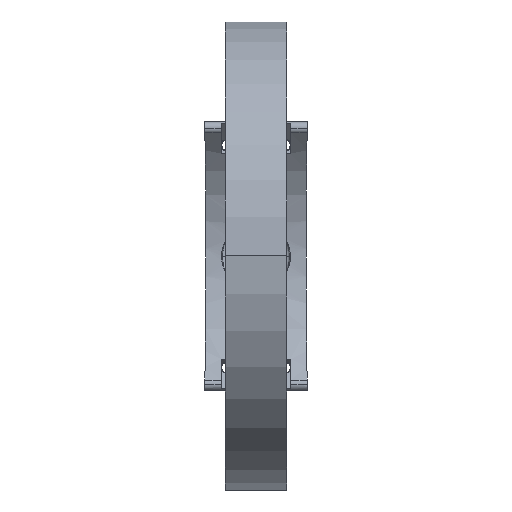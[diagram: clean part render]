
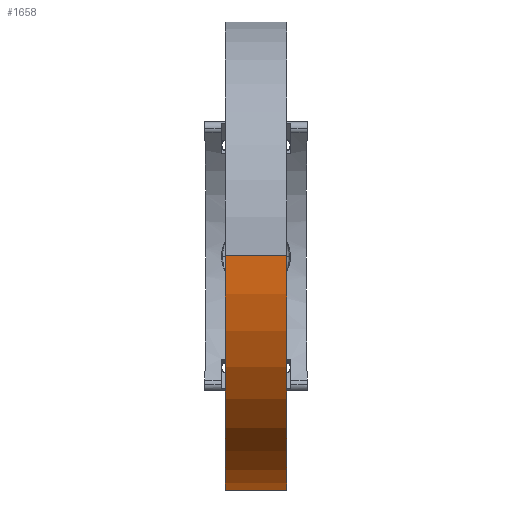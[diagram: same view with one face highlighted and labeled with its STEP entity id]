
A CAD part, top view. The second image highlights one B-rep face of the part: STEP entity #1658.
In plain terms, the highlighted cylindrical face has radius 76 mm (diameter 152 mm), a partial arc.
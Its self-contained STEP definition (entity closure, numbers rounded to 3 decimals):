
#28 = DIRECTION ( 'NONE',  ( -1., 0., 0. ) ) ;
#448 = CARTESIAN_POINT ( 'NONE',  ( -10., 0., 101.449 ) ) ;
#567 = CARTESIAN_POINT ( 'NONE',  ( 10., 0., 101.449 ) ) ;
#1083 = EDGE_LOOP ( 'NONE', ( #4967, #8397, #1192, #12941 ) ) ;
#1192 = ORIENTED_EDGE ( 'NONE', *, *, #3867, .T. ) ;
#1658 = ADVANCED_FACE ( 'NONE', ( #9310 ), #2674, .T. ) ;
#2674 = CYLINDRICAL_SURFACE ( 'NONE', #3318, 76. ) ;
#2977 = DIRECTION ( 'NONE',  ( 0., 0., 1. ) ) ;
#3002 = DIRECTION ( 'NONE',  ( 0., 0., -1. ) ) ;
#3292 = VERTEX_POINT ( 'NONE', #12470 ) ;
#3318 = AXIS2_PLACEMENT_3D ( 'NONE', #7284, #6832, #2977 ) ;
#3571 = DIRECTION ( 'NONE',  ( 1., 0., 0. ) ) ;
#3685 = EDGE_CURVE ( 'NONE', #11587, #3292, #6436, .T. ) ;
#3867 = EDGE_CURVE ( 'NONE', #5483, #3292, #10241, .T. ) ;
#4726 = DIRECTION ( 'NONE',  ( 0., 0., -1. ) ) ;
#4860 = LINE ( 'NONE', #567, #13479 ) ;
#4967 = ORIENTED_EDGE ( 'NONE', *, *, #9428, .F. ) ;
#5483 = VERTEX_POINT ( 'NONE', #448 ) ;
#5990 = CARTESIAN_POINT ( 'NONE',  ( 10., 0., 101.449 ) ) ;
#6436 = LINE ( 'NONE', #12572, #11558 ) ;
#6832 = DIRECTION ( 'NONE',  ( -1., 0., 0. ) ) ;
#6971 = CARTESIAN_POINT ( 'NONE',  ( -10., 0., 25.449 ) ) ;
#7210 = AXIS2_PLACEMENT_3D ( 'NONE', #6971, #10298, #3002 ) ;
#7284 = CARTESIAN_POINT ( 'NONE',  ( 10., 0., 25.449 ) ) ;
#7378 = CIRCLE ( 'NONE', #11075, 76. ) ;
#7436 = VERTEX_POINT ( 'NONE', #5990 ) ;
#8053 = DIRECTION ( 'NONE',  ( -1., 0., 0. ) ) ;
#8397 = ORIENTED_EDGE ( 'NONE', *, *, #11675, .T. ) ;
#9310 = FACE_OUTER_BOUND ( 'NONE', #1083, .T. ) ;
#9428 = EDGE_CURVE ( 'NONE', #7436, #11587, #7378, .T. ) ;
#10241 = CIRCLE ( 'NONE', #7210, 76. ) ;
#10298 = DIRECTION ( 'NONE',  ( 1., 0., 0. ) ) ;
#11075 = AXIS2_PLACEMENT_3D ( 'NONE', #11893, #3571, #4726 ) ;
#11558 = VECTOR ( 'NONE', #28, 1000. ) ;
#11587 = VERTEX_POINT ( 'NONE', #11682 ) ;
#11675 = EDGE_CURVE ( 'NONE', #7436, #5483, #4860, .T. ) ;
#11682 = CARTESIAN_POINT ( 'NONE',  ( 10., -56.568, -25.306 ) ) ;
#11893 = CARTESIAN_POINT ( 'NONE',  ( 10., 0., 25.449 ) ) ;
#12470 = CARTESIAN_POINT ( 'NONE',  ( -10., -56.568, -25.306 ) ) ;
#12572 = CARTESIAN_POINT ( 'NONE',  ( 10., -56.568, -25.306 ) ) ;
#12941 = ORIENTED_EDGE ( 'NONE', *, *, #3685, .F. ) ;
#13479 = VECTOR ( 'NONE', #8053, 1000. ) ;
